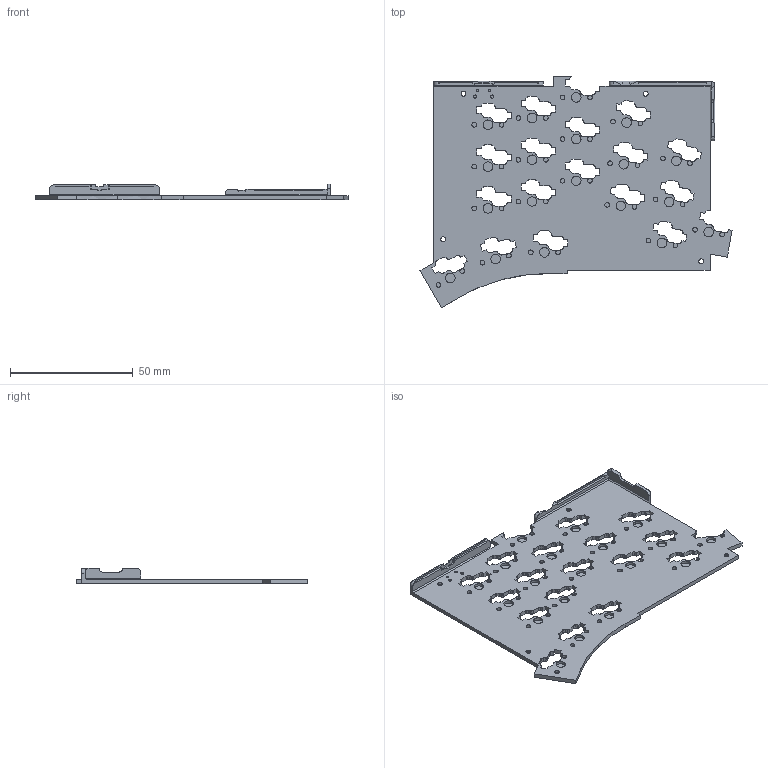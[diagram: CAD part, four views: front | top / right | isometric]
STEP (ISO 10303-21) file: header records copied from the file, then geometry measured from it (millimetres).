
FILE_DESCRIPTION (( 'STEP AP214' ), '1' );
FILE_NAME ('TOTEMcase_v08_6mm_BLE_Bottom_R.step', '2024-11-01T07:27:35', ( '' ), ( '' ), 'SwSTEP 2.0', 'SolidWorks 2024', '' );
FILE_SCHEMA (( 'AUTOMOTIVE_DESIGN' ));
Length unit declared in the file: millimetre
Products named in the file (1): TOTEMcase_v08_6mm_BLE_Bottom_R
Bounding box: 127.21 x 94.46 x 6.39 mm (x, y, z)
Volume: 13428.3 mm3; surface area: 19010.3 mm2
Topology: 1 solids, 1 shells, 976 faces, 2752 edges, 1824 vertices
Faces by surface type: plane 454, bspline 348, cylinder 160, cone 14
Entity records: 33732 total; most frequent: CARTESIAN_POINT 10576, ORIENTED_EDGE 5504, DIRECTION 3637, EDGE_CURVE 2752, VERTEX_POINT 1824, LINE 1727, VECTOR 1727, EDGE_LOOP 1064
